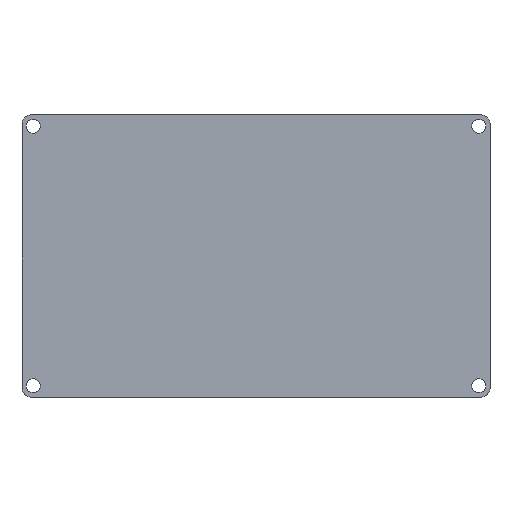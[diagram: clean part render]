
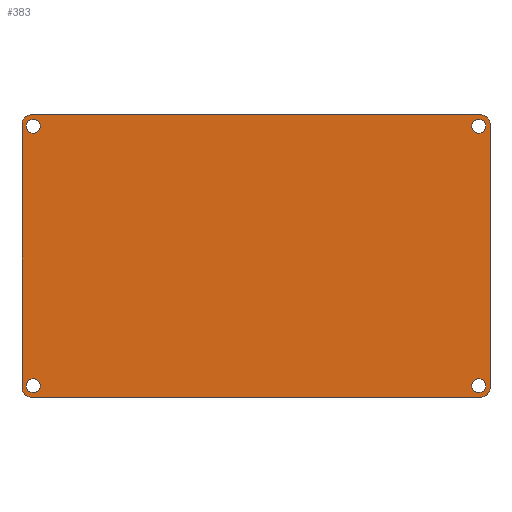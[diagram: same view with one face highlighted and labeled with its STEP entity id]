
A CAD part, top view. The second image highlights one B-rep face of the part: STEP entity #383.
In plain terms, the highlighted planar face has unit normal (0, 0, 1).
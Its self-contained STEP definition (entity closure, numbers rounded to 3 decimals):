
#2 = VERTEX_POINT ( 'NONE', #319 ) ;
#5 = FACE_BOUND ( 'NONE', #202, .T. ) ;
#13 = ORIENTED_EDGE ( 'NONE', *, *, #346, .T. ) ;
#16 = DIRECTION ( 'NONE',  ( 1., 0., 0. ) ) ;
#19 = EDGE_CURVE ( 'NONE', #350, #435, #610, .T. ) ;
#20 = AXIS2_PLACEMENT_3D ( 'NONE', #408, #511, #72 ) ;
#21 = CARTESIAN_POINT ( 'NONE',  ( -1., 2.6, 2. ) ) ;
#22 = DIRECTION ( 'NONE',  ( 1., 0., 0. ) ) ;
#29 = EDGE_CURVE ( 'NONE', #631, #607, #520, .T. ) ;
#30 = CARTESIAN_POINT ( 'NONE',  ( -103.6, 62.4, 2. ) ) ;
#31 = DIRECTION ( 'NONE',  ( 0., 0., 1. ) ) ;
#42 = EDGE_LOOP ( 'NONE', ( #555, #13 ) ) ;
#48 = FACE_BOUND ( 'NONE', #218, .T. ) ;
#50 = CIRCLE ( 'NONE', #251, 1.6 ) ;
#51 = CARTESIAN_POINT ( 'NONE',  ( -2.6, 62.4, 2. ) ) ;
#54 = ORIENTED_EDGE ( 'NONE', *, *, #29, .T. ) ;
#57 = FACE_OUTER_BOUND ( 'NONE', #260, .T. ) ;
#58 = ORIENTED_EDGE ( 'NONE', *, *, #430, .T. ) ;
#60 = FACE_BOUND ( 'NONE', #250, .T. ) ;
#62 = ORIENTED_EDGE ( 'NONE', *, *, #63, .T. ) ;
#63 = EDGE_CURVE ( 'NONE', #309, #211, #50, .T. ) ;
#72 = DIRECTION ( 'NONE',  ( 1., 0., 0. ) ) ;
#74 = VERTEX_POINT ( 'NONE', #513 ) ;
#76 = CARTESIAN_POINT ( 'NONE',  ( -105.2, 2.6, 2. ) ) ;
#78 = CARTESIAN_POINT ( 'NONE',  ( -2., 2., 2. ) ) ;
#79 = AXIS2_PLACEMENT_3D ( 'NONE', #367, #512, #463 ) ;
#83 = ORIENTED_EDGE ( 'NONE', *, *, #216, .F. ) ;
#85 = CARTESIAN_POINT ( 'NONE',  ( -1., 62.4, 2. ) ) ;
#89 = EDGE_CURVE ( 'NONE', #635, #74, #409, .T. ) ;
#91 = AXIS2_PLACEMENT_3D ( 'NONE', #384, #148, #626 ) ;
#103 = DIRECTION ( 'NONE',  ( 1., 0., 0. ) ) ;
#107 = CARTESIAN_POINT ( 'NONE',  ( 0., 0., 2. ) ) ;
#112 = VECTOR ( 'NONE', #484, 1000. ) ;
#116 = AXIS2_PLACEMENT_3D ( 'NONE', #128, #609, #22 ) ;
#118 = ORIENTED_EDGE ( 'NONE', *, *, #89, .T. ) ;
#120 = CARTESIAN_POINT ( 'NONE',  ( -106.8, 62.4, 2. ) ) ;
#122 = AXIS2_PLACEMENT_3D ( 'NONE', #107, #543, #395 ) ;
#128 = CARTESIAN_POINT ( 'NONE',  ( -105.8, 63., 2. ) ) ;
#133 = ORIENTED_EDGE ( 'NONE', *, *, #191, .F. ) ;
#134 = CIRCLE ( 'NONE', #79, 1.6 ) ;
#142 = CARTESIAN_POINT ( 'NONE',  ( -105.8, 65., 2. ) ) ;
#145 = CARTESIAN_POINT ( 'NONE',  ( 0., 0., 2. ) ) ;
#147 = AXIS2_PLACEMENT_3D ( 'NONE', #282, #169, #16 ) ;
#148 = DIRECTION ( 'NONE',  ( 0., 0., 1. ) ) ;
#149 = VERTEX_POINT ( 'NONE', #516 ) ;
#151 = VERTEX_POINT ( 'NONE', #85 ) ;
#156 = DIRECTION ( 'NONE',  ( 0., 0., -1. ) ) ;
#157 = ORIENTED_EDGE ( 'NONE', *, *, #206, .F. ) ;
#162 = VERTEX_POINT ( 'NONE', #120 ) ;
#169 = DIRECTION ( 'NONE',  ( 0., 0., 1. ) ) ;
#177 = CARTESIAN_POINT ( 'NONE',  ( -105.2, 2.6, 2. ) ) ;
#180 = ORIENTED_EDGE ( 'NONE', *, *, #313, .F. ) ;
#182 = DIRECTION ( 'NONE',  ( 1., 0., 0. ) ) ;
#183 = EDGE_CURVE ( 'NONE', #445, #162, #636, .T. ) ;
#190 = VECTOR ( 'NONE', #192, 1000. ) ;
#191 = EDGE_CURVE ( 'NONE', #392, #540, #458, .T. ) ;
#192 = DIRECTION ( 'NONE',  ( -1., 0., 0. ) ) ;
#196 = AXIS2_PLACEMENT_3D ( 'NONE', #177, #264, #323 ) ;
#202 = EDGE_LOOP ( 'NONE', ( #291, #471 ) ) ;
#203 = AXIS2_PLACEMENT_3D ( 'NONE', #414, #31, #230 ) ;
#206 = EDGE_CURVE ( 'NONE', #2, #74, #371, .T. ) ;
#211 = VERTEX_POINT ( 'NONE', #334 ) ;
#216 = EDGE_CURVE ( 'NONE', #635, #607, #424, .T. ) ;
#218 = EDGE_LOOP ( 'NONE', ( #133, #501 ) ) ;
#222 = CARTESIAN_POINT ( 'NONE',  ( 0., 0., 2. ) ) ;
#230 = DIRECTION ( 'NONE',  ( 1., 0., 0. ) ) ;
#235 = CARTESIAN_POINT ( 'NONE',  ( -105.2, 62.4, 2. ) ) ;
#240 = LINE ( 'NONE', #145, #327 ) ;
#250 = EDGE_LOOP ( 'NONE', ( #62, #58 ) ) ;
#251 = AXIS2_PLACEMENT_3D ( 'NONE', #76, #574, #570 ) ;
#257 = CIRCLE ( 'NONE', #606, 1.6 ) ;
#260 = EDGE_LOOP ( 'NONE', ( #447, #54, #83, #118, #157, #548, #180, #572 ) ) ;
#264 = DIRECTION ( 'NONE',  ( 0., 0., -1. ) ) ;
#266 = CIRCLE ( 'NONE', #333, 1.6 ) ;
#276 = DIRECTION ( 'NONE',  ( 1., 0., 0. ) ) ;
#282 = CARTESIAN_POINT ( 'NONE',  ( -2.6, 2.6, 2. ) ) ;
#286 = CIRCLE ( 'NONE', #91, 1.6 ) ;
#288 = EDGE_CURVE ( 'NONE', #162, #445, #286, .T. ) ;
#291 = ORIENTED_EDGE ( 'NONE', *, *, #288, .F. ) ;
#309 = VERTEX_POINT ( 'NONE', #588 ) ;
#313 = EDGE_CURVE ( 'NONE', #350, #149, #240, .T. ) ;
#316 = AXIS2_PLACEMENT_3D ( 'NONE', #78, #357, #276 ) ;
#319 = CARTESIAN_POINT ( 'NONE',  ( -2., 0., 2. ) ) ;
#323 = DIRECTION ( 'NONE',  ( 1., 0., 0. ) ) ;
#327 = VECTOR ( 'NONE', #380, 1000. ) ;
#328 = CARTESIAN_POINT ( 'NONE',  ( -107.8, 2., 2. ) ) ;
#333 = AXIS2_PLACEMENT_3D ( 'NONE', #498, #398, #103 ) ;
#334 = CARTESIAN_POINT ( 'NONE',  ( -103.6, 2.6, 2. ) ) ;
#344 = CARTESIAN_POINT ( 'NONE',  ( 0., 63., 2. ) ) ;
#345 = VERTEX_POINT ( 'NONE', #446 ) ;
#346 = EDGE_CURVE ( 'NONE', #151, #345, #257, .T. ) ;
#347 = PLANE ( 'NONE',  #122 ) ;
#350 = VERTEX_POINT ( 'NONE', #344 ) ;
#357 = DIRECTION ( 'NONE',  ( 0., 0., 1. ) ) ;
#359 = EDGE_CURVE ( 'NONE', #345, #151, #266, .T. ) ;
#367 = CARTESIAN_POINT ( 'NONE',  ( -2.6, 2.6, 2. ) ) ;
#371 = LINE ( 'NONE', #222, #190 ) ;
#380 = DIRECTION ( 'NONE',  ( 0., -1., 0. ) ) ;
#383 = ADVANCED_FACE ( 'NONE', ( #57, #60, #5, #48, #400 ), #347, .T. ) ;
#384 = CARTESIAN_POINT ( 'NONE',  ( -105.2, 62.4, 2. ) ) ;
#392 = VERTEX_POINT ( 'NONE', #495 ) ;
#395 = DIRECTION ( 'NONE',  ( 1., 0., 0. ) ) ;
#398 = DIRECTION ( 'NONE',  ( 0., 0., -1. ) ) ;
#400 = FACE_BOUND ( 'NONE', #42, .T. ) ;
#408 = CARTESIAN_POINT ( 'NONE',  ( -2., 63., 2. ) ) ;
#409 = CIRCLE ( 'NONE', #203, 2. ) ;
#414 = CARTESIAN_POINT ( 'NONE',  ( -105.8, 2., 2. ) ) ;
#424 = LINE ( 'NONE', #521, #544 ) ;
#430 = EDGE_CURVE ( 'NONE', #211, #309, #465, .T. ) ;
#431 = LINE ( 'NONE', #481, #112 ) ;
#435 = VERTEX_POINT ( 'NONE', #507 ) ;
#442 = EDGE_CURVE ( 'NONE', #540, #392, #134, .T. ) ;
#445 = VERTEX_POINT ( 'NONE', #30 ) ;
#446 = CARTESIAN_POINT ( 'NONE',  ( -4.2, 62.4, 2. ) ) ;
#447 = ORIENTED_EDGE ( 'NONE', *, *, #579, .F. ) ;
#458 = CIRCLE ( 'NONE', #147, 1.6 ) ;
#463 = DIRECTION ( 'NONE',  ( 1., 0., 0. ) ) ;
#465 = CIRCLE ( 'NONE', #196, 1.6 ) ;
#466 = CIRCLE ( 'NONE', #316, 2. ) ;
#471 = ORIENTED_EDGE ( 'NONE', *, *, #183, .F. ) ;
#481 = CARTESIAN_POINT ( 'NONE',  ( 0., 65., 2. ) ) ;
#484 = DIRECTION ( 'NONE',  ( 1., 0., 0. ) ) ;
#495 = CARTESIAN_POINT ( 'NONE',  ( -4.2, 2.6, 2. ) ) ;
#498 = CARTESIAN_POINT ( 'NONE',  ( -2.6, 62.4, 2. ) ) ;
#501 = ORIENTED_EDGE ( 'NONE', *, *, #442, .F. ) ;
#507 = CARTESIAN_POINT ( 'NONE',  ( -2., 65., 2. ) ) ;
#508 = EDGE_CURVE ( 'NONE', #2, #149, #466, .T. ) ;
#511 = DIRECTION ( 'NONE',  ( 0., 0., 1. ) ) ;
#512 = DIRECTION ( 'NONE',  ( 0., 0., 1. ) ) ;
#513 = CARTESIAN_POINT ( 'NONE',  ( -105.8, 0., 2. ) ) ;
#516 = CARTESIAN_POINT ( 'NONE',  ( 0., 2., 2. ) ) ;
#520 = CIRCLE ( 'NONE', #116, 2. ) ;
#521 = CARTESIAN_POINT ( 'NONE',  ( -107.8, 0., 2. ) ) ;
#540 = VERTEX_POINT ( 'NONE', #21 ) ;
#543 = DIRECTION ( 'NONE',  ( 0., 0., 1. ) ) ;
#544 = VECTOR ( 'NONE', #591, 1000. ) ;
#548 = ORIENTED_EDGE ( 'NONE', *, *, #508, .T. ) ;
#555 = ORIENTED_EDGE ( 'NONE', *, *, #359, .T. ) ;
#570 = DIRECTION ( 'NONE',  ( 1., 0., 0. ) ) ;
#572 = ORIENTED_EDGE ( 'NONE', *, *, #19, .T. ) ;
#573 = CARTESIAN_POINT ( 'NONE',  ( -107.8, 63., 2. ) ) ;
#574 = DIRECTION ( 'NONE',  ( 0., 0., -1. ) ) ;
#578 = AXIS2_PLACEMENT_3D ( 'NONE', #235, #622, #182 ) ;
#579 = EDGE_CURVE ( 'NONE', #631, #435, #431, .T. ) ;
#588 = CARTESIAN_POINT ( 'NONE',  ( -106.8, 2.6, 2. ) ) ;
#591 = DIRECTION ( 'NONE',  ( 0., 1., 0. ) ) ;
#601 = DIRECTION ( 'NONE',  ( 1., 0., 0. ) ) ;
#606 = AXIS2_PLACEMENT_3D ( 'NONE', #51, #156, #601 ) ;
#607 = VERTEX_POINT ( 'NONE', #573 ) ;
#609 = DIRECTION ( 'NONE',  ( 0., 0., 1. ) ) ;
#610 = CIRCLE ( 'NONE', #20, 2. ) ;
#622 = DIRECTION ( 'NONE',  ( 0., 0., 1. ) ) ;
#626 = DIRECTION ( 'NONE',  ( 1., 0., 0. ) ) ;
#631 = VERTEX_POINT ( 'NONE', #142 ) ;
#635 = VERTEX_POINT ( 'NONE', #328 ) ;
#636 = CIRCLE ( 'NONE', #578, 1.6 ) ;
